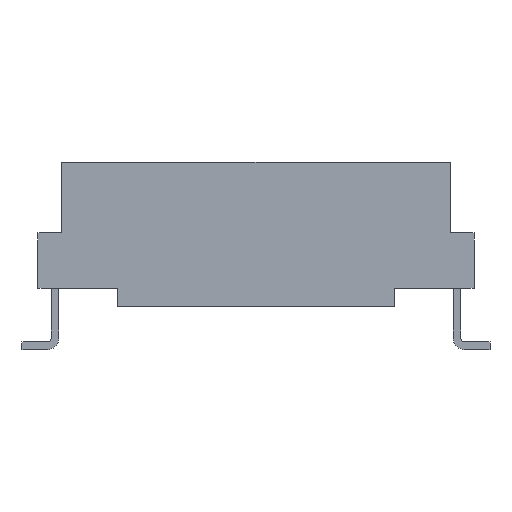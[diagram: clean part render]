
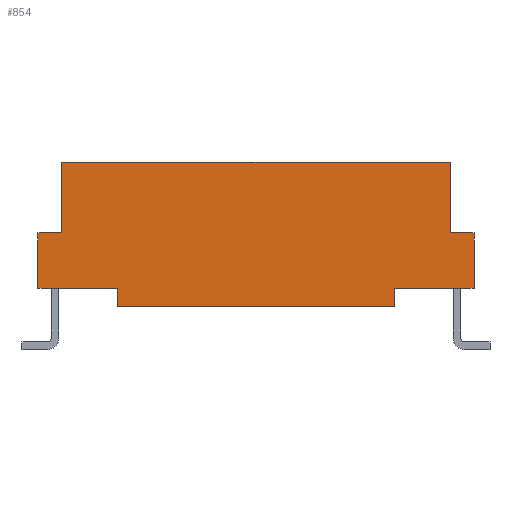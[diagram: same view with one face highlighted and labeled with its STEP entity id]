
A CAD part, front view. The second image highlights one B-rep face of the part: STEP entity #854.
In plain terms, the highlighted planar face has unit normal (0, -1, 0).
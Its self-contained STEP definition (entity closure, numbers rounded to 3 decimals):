
#854 = ADVANCED_FACE( '', ( #1785 ), #1786, .T. );
#1785 = FACE_OUTER_BOUND( '', #2766, .T. );
#1786 = PLANE( '', #2767 );
#2766 = EDGE_LOOP( '', ( #5544, #5545, #5546, #5547, #5548, #5549, #5550, #5551, #5552, #5553, #5554, #5555 ) );
#2767 = AXIS2_PLACEMENT_3D( '', #5556, #5557, #5558 );
#5544 = ORIENTED_EDGE( '', *, *, #6829, .T. );
#5545 = ORIENTED_EDGE( '', *, *, #6274, .T. );
#5546 = ORIENTED_EDGE( '', *, *, #6903, .F. );
#5547 = ORIENTED_EDGE( '', *, *, #6825, .F. );
#5548 = ORIENTED_EDGE( '', *, *, #6894, .F. );
#5549 = ORIENTED_EDGE( '', *, *, #6493, .F. );
#5550 = ORIENTED_EDGE( '', *, *, #6328, .T. );
#5551 = ORIENTED_EDGE( '', *, *, #6822, .F. );
#5552 = ORIENTED_EDGE( '', *, *, #6187, .T. );
#5553 = ORIENTED_EDGE( '', *, *, #6224, .T. );
#5554 = ORIENTED_EDGE( '', *, *, #7002, .F. );
#5555 = ORIENTED_EDGE( '', *, *, #6848, .T. );
#5556 = CARTESIAN_POINT( '', ( 6.325, -8.75, 2.3 ) );
#5557 = DIRECTION( '', ( 0., -1., 0. ) );
#5558 = DIRECTION( '', ( 1., 0., 0. ) );
#6187 = EDGE_CURVE( '', #7464, #7462, #7465, .T. );
#6224 = EDGE_CURVE( '', #7462, #7527, #7529, .T. );
#6274 = EDGE_CURVE( '', #7611, #7612, #7613, .T. );
#6328 = EDGE_CURVE( '', #7705, #7703, #7706, .T. );
#6493 = EDGE_CURVE( '', #7705, #7973, #7974, .T. );
#6822 = EDGE_CURVE( '', #7464, #7703, #8438, .T. );
#6825 = EDGE_CURVE( '', #8441, #8443, #8444, .T. );
#6829 = EDGE_CURVE( '', #8449, #7611, #8450, .T. );
#6848 = EDGE_CURVE( '', #8477, #8449, #8478, .T. );
#6894 = EDGE_CURVE( '', #7973, #8441, #8537, .T. );
#6903 = EDGE_CURVE( '', #8443, #7612, #8547, .T. );
#7002 = EDGE_CURVE( '', #8477, #7527, #8660, .T. );
#7462 = VERTEX_POINT( '', #9400 );
#7464 = VERTEX_POINT( '', #9403 );
#7465 = LINE( '', #9404, #9405 );
#7527 = VERTEX_POINT( '', #9492 );
#7529 = LINE( '', #9495, #9496 );
#7611 = VERTEX_POINT( '', #9608 );
#7612 = VERTEX_POINT( '', #9609 );
#7613 = LINE( '', #9610, #9611 );
#7703 = VERTEX_POINT( '', #9748 );
#7705 = VERTEX_POINT( '', #9751 );
#7706 = LINE( '', #9752, #9753 );
#7973 = VERTEX_POINT( '', #10265 );
#7974 = LINE( '', #10266, #10267 );
#8438 = LINE( '', #11067, #11068 );
#8441 = VERTEX_POINT( '', #11072 );
#8443 = VERTEX_POINT( '', #11075 );
#8444 = LINE( '', #11076, #11077 );
#8449 = VERTEX_POINT( '', #11084 );
#8450 = LINE( '', #11085, #11086 );
#8477 = VERTEX_POINT( '', #11188 );
#8478 = LINE( '', #11189, #11190 );
#8537 = LINE( '', #11340, #11341 );
#8547 = LINE( '', #11352, #11353 );
#8660 = LINE( '', #11544, #11545 );
#9400 = CARTESIAN_POINT( '', ( 7.1, -8.75, 0. ) );
#9403 = CARTESIAN_POINT( '', ( 7.1, -8.75, -1.8 ) );
#9404 = CARTESIAN_POINT( '', ( 7.1, -8.75, -1.8 ) );
#9405 = VECTOR( '', #11873, 1000. );
#9492 = CARTESIAN_POINT( '', ( 6.325, -8.75, 0. ) );
#9495 = CARTESIAN_POINT( '', ( 7.1, -8.75, 0. ) );
#9496 = VECTOR( '', #11910, 1000. );
#9608 = CARTESIAN_POINT( '', ( -6.325, -8.75, 0. ) );
#9609 = CARTESIAN_POINT( '', ( -7.1, -8.75, 0. ) );
#9610 = CARTESIAN_POINT( '', ( 7.1, -8.75, 0. ) );
#9611 = VECTOR( '', #11963, 1000. );
#9748 = CARTESIAN_POINT( '', ( 4.5, -8.75, -1.8 ) );
#9751 = CARTESIAN_POINT( '', ( 4.5, -8.75, -2.4 ) );
#9752 = CARTESIAN_POINT( '', ( 4.5, -8.75, -2.4 ) );
#9753 = VECTOR( '', #12009, 1000. );
#10265 = CARTESIAN_POINT( '', ( -4.5, -8.75, -2.4 ) );
#10266 = CARTESIAN_POINT( '', ( 4.5, -8.75, -2.4 ) );
#10267 = VECTOR( '', #12160, 1000. );
#11067 = CARTESIAN_POINT( '', ( 7.1, -8.75, -1.8 ) );
#11068 = VECTOR( '', #12431, 1000. );
#11072 = CARTESIAN_POINT( '', ( -4.5, -8.75, -1.8 ) );
#11075 = CARTESIAN_POINT( '', ( -7.1, -8.75, -1.8 ) );
#11076 = CARTESIAN_POINT( '', ( 7.1, -8.75, -1.8 ) );
#11077 = VECTOR( '', #12434, 1000. );
#11084 = CARTESIAN_POINT( '', ( -6.325, -8.75, 2.3 ) );
#11085 = CARTESIAN_POINT( '', ( -6.325, -8.75, 2.3 ) );
#11086 = VECTOR( '', #12437, 1000. );
#11188 = CARTESIAN_POINT( '', ( 6.325, -8.75, 2.3 ) );
#11189 = CARTESIAN_POINT( '', ( 6.325, -8.75, 2.3 ) );
#11190 = VECTOR( '', #12440, 1000. );
#11340 = CARTESIAN_POINT( '', ( -4.5, -8.75, -2.4 ) );
#11341 = VECTOR( '', #12471, 1000. );
#11352 = CARTESIAN_POINT( '', ( -7.1, -8.75, -1.8 ) );
#11353 = VECTOR( '', #12476, 1000. );
#11544 = CARTESIAN_POINT( '', ( 6.325, -8.75, 2.3 ) );
#11545 = VECTOR( '', #12531, 1000. );
#11873 = DIRECTION( '', ( 0., 0., 1. ) );
#11910 = DIRECTION( '', ( -1., 0., 0. ) );
#11963 = DIRECTION( '', ( -1., 0., 0. ) );
#12009 = DIRECTION( '', ( 0., 0., 1. ) );
#12160 = DIRECTION( '', ( -1., 0., 0. ) );
#12431 = DIRECTION( '', ( -1., 0., 0. ) );
#12434 = DIRECTION( '', ( -1., 0., 0. ) );
#12437 = DIRECTION( '', ( 0., 0., -1. ) );
#12440 = DIRECTION( '', ( -1., 0., 0. ) );
#12471 = DIRECTION( '', ( 0., 0., 1. ) );
#12476 = DIRECTION( '', ( 0., 0., 1. ) );
#12531 = DIRECTION( '', ( 0., 0., -1. ) );
